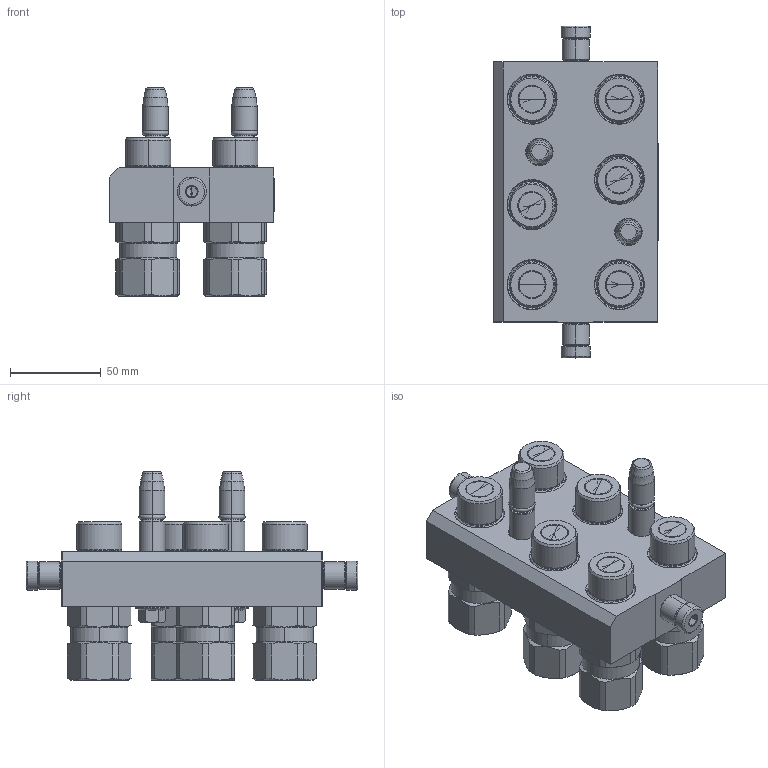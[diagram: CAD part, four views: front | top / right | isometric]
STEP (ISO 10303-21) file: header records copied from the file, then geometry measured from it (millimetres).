
FILE_DESCRIPTION (( 'STEP AP214' ), '1' );
FILE_NAME ('FASTER.step', '2025-12-16T01:52:36', ( '' ), ( '' ), 'SwSTEP 2.0', 'SolidWorks 2017', '' );
FILE_SCHEMA (( 'AUTOMOTIVE_DESIGN' ));
Length unit declared in the file: millimetre
Products named in the file (10): et002; P608_M_BASE; or2_62x9_19_m; 1540_080_0008_000; 4830_021_0000_000; 2ffnp12-18g_m; 4850_010_0000_010; FASTER; 4830_013_3000_030; 4830_028_1000_011
Assembly tree (19 placements, depth 3):
  FASTER
    P608_M_BASE
      4850_010_0000_010
      4830_021_0000_000  x2
      4830_013_3000_030  x2
      4830_028_1000_011  x2
      1540_080_0008_000  x2
      or2_62x9_19_m  x2
    2ffnp12-18g_m  x6
    et002
Bounding box: 90.3 x 182.6 x 114.5 mm (x, y, z)
Volume: 221679.6 mm3; surface area: 208138.1 mm2
Topology: 23 solids, 46 shells, 2661 faces, 6437 edges, 3948 vertices
Faces by surface type: plane 1188, cone 642, cylinder 569, torus 248, bspline 14
Entity records: 51557 total; most frequent: CARTESIAN_POINT 12021, ORIENTED_EDGE 7636, DIRECTION 7254, EDGE_CURVE 3857, LINE 2904, VECTOR 2904, VERTEX_POINT 2484, AXIS2_PLACEMENT_3D 2175
